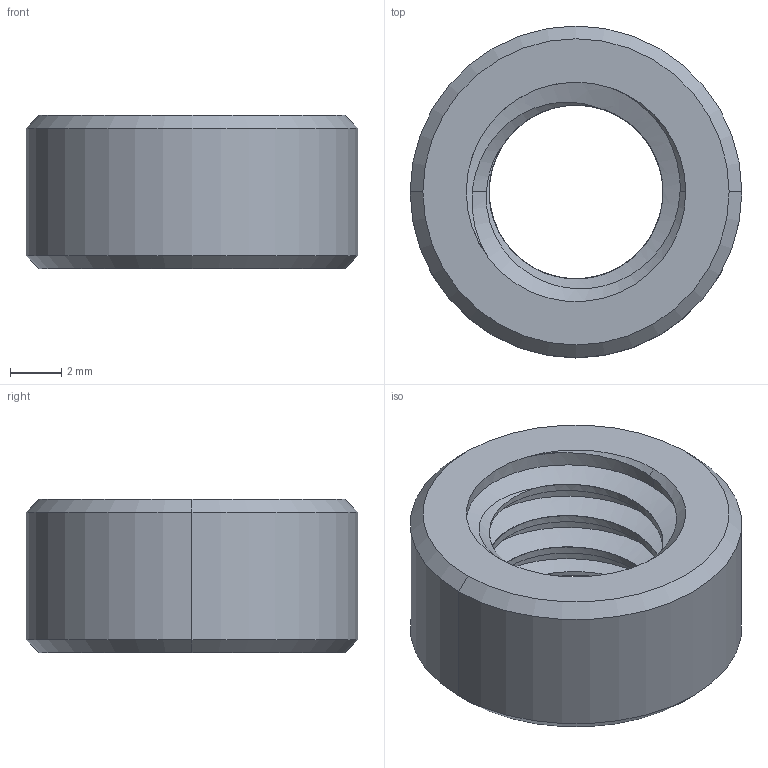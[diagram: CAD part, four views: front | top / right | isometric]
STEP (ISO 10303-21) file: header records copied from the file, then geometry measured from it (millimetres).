
FILE_DESCRIPTION(('STEP AP214'),'1');
FILE_NAME('cctmp_3C46D980-4F15-463D-AA3C-E5F46D8928E5_2023_06_27_17_05_22_0957_209628..stp','2023-06-27T15:05:23',('igus GmbH'),('CADClick - www.CADClick.com'),'Spatial InterOp 3D',' ','unknown authorization');
FILE_SCHEMA(('AUTOMOTIVE_DESIGN'));
Length unit declared in the file: millimetre
Products named in the file (1): 2023_06_27_17_05_22_0942
Bounding box: 13 x 13 x 6 mm (x, y, z)
Volume: 484.2 mm3; surface area: 635 mm2
Topology: 1 solids, 1 shells, 34 faces, 94 edges, 62 vertices
Faces by surface type: cylinder 19, cone 10, bspline 3, plane 2
Entity records: 15635 total; most frequent: CARTESIAN_POINT 14554, ORIENTED_EDGE 188, DIRECTION 127, EDGE_CURVE 94, VERTEX_POINT 62, AXIS2_PLACEMENT_3D 51, B_SPLINE_CURVE_WITH_KNOTS 50, EDGE_LOOP 36
